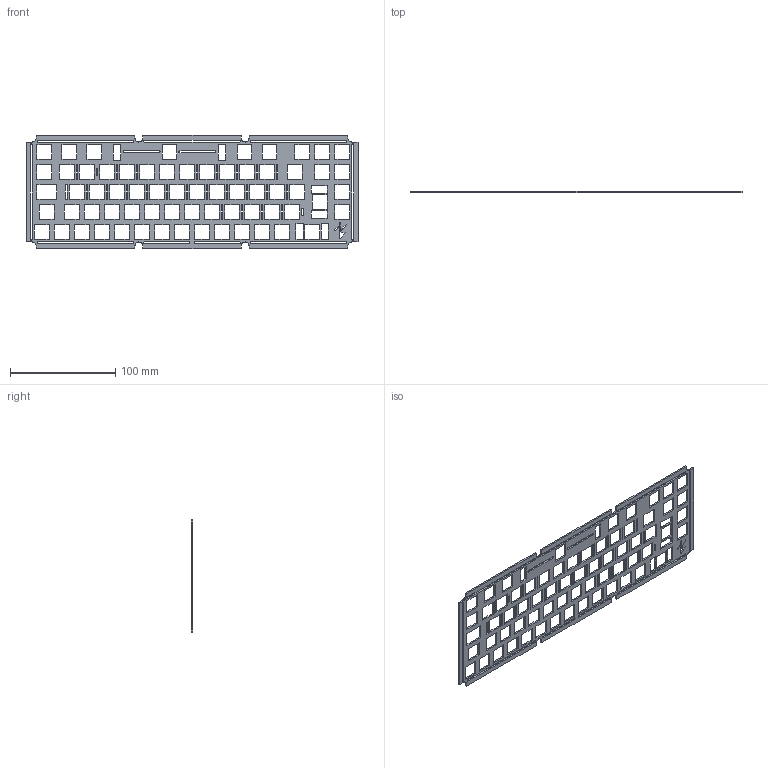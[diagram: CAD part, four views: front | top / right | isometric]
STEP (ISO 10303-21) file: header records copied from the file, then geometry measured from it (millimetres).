
FILE_DESCRIPTION (( 'STEP AP203' ), '1' );
FILE_NAME ('Plate ISO 1.5.STEP', '2019-10-02T02:07:32', ( '' ), ( '' ), 'SwSTEP 2.0', 'SolidWorks 2018', '' );
FILE_SCHEMA (( 'CONFIG_CONTROL_DESIGN' ));
Length unit declared in the file: millimetre
Products named in the file (1): Plate ISO 1.5
Bounding box: 315.75 x 1.5 x 107.7 mm (x, y, z)
Volume: 26661.2 mm3; surface area: 46580.5 mm2
Topology: 1 solids, 1 shells, 511 faces, 1527 edges, 1018 vertices
Faces by surface type: plane 459, cylinder 52
Entity records: 17446 total; most frequent: CARTESIAN_POINT 3057, ORIENTED_EDGE 3054, DIRECTION 2655, EDGE_CURVE 1527, VECTOR 1423, LINE 1423, VERTEX_POINT 1018, EDGE_LOOP 733
